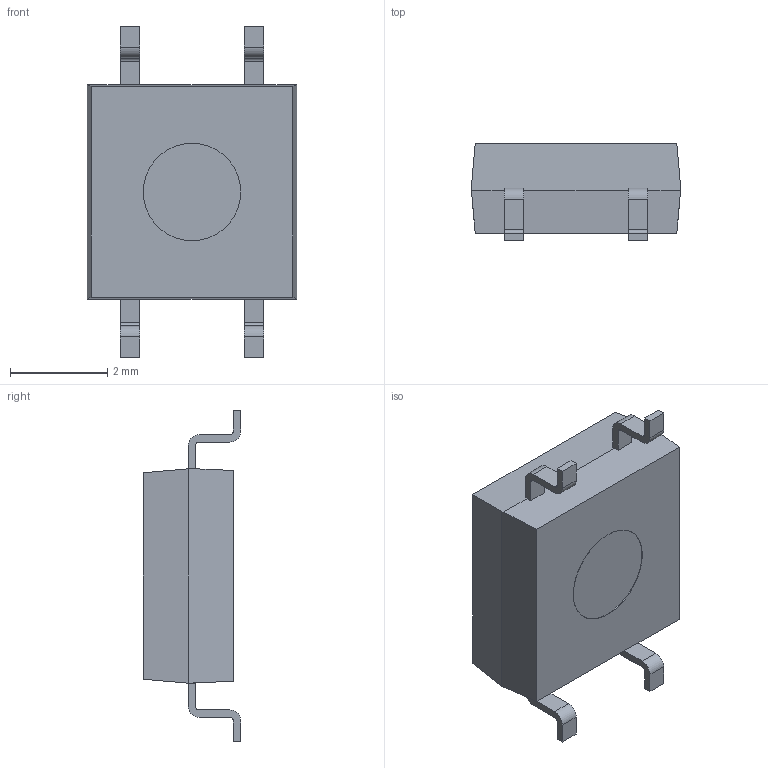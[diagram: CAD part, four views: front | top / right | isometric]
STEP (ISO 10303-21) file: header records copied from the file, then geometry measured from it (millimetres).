
FILE_DESCRIPTION((''),'2;1');
FILE_NAME('SOP-4-PIN-SMD.stp','2013-05-29T14:14:47',('odafonseca'),(''),'Autodesk Inventor 2013','Autodesk Inventor 2013','');
FILE_SCHEMA(('AUTOMOTIVE_DESIGN { 1 0 10303 214 1 1 1 1 }'));
Length unit declared in the file: millimetre
Products named in the file (1): SOP-4-PIN-SMD
Bounding box: 4.3 x 2 x 6.8 mm (x, y, z)
Volume: 34.3 mm3; surface area: 76.5 mm2
Topology: 1 solids, 1 shells, 194 faces, 524 edges, 346 vertices
Faces by surface type: plane 96, bspline 80, cylinder 18
Full cylindrical faces by diameter (mm): 0.5 x1, 2 x1
Entity records: 6680 total; most frequent: CARTESIAN_POINT 2103, ORIENTED_EDGE 1044, DIRECTION 628, EDGE_CURVE 522, VERTEX_POINT 346, VECTOR 326, LINE 326, EDGE_LOOP 210
